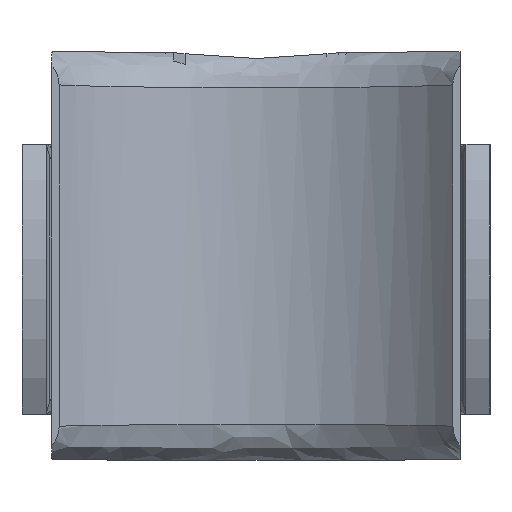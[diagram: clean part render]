
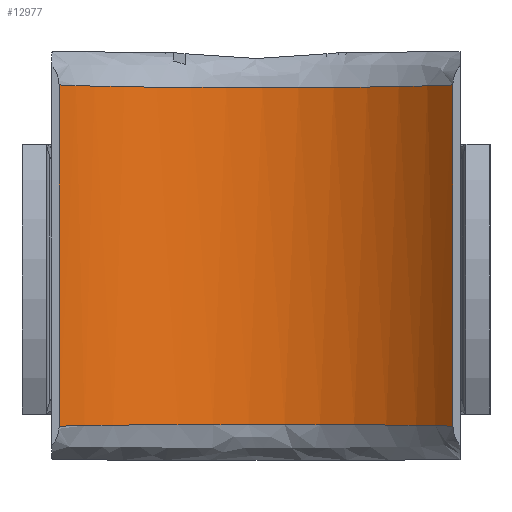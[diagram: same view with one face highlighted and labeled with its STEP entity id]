
A CAD part, front view. The second image highlights one B-rep face of the part: STEP entity #12977.
In plain terms, the highlighted cylindrical face has radius 21.7 mm (diameter 43.4 mm), a partial arc.
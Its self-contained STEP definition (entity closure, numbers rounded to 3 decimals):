
#15 = CARTESIAN_POINT ( 'NONE',  ( 10.403, -2.64, -14.088 ) ) ;
#86 = CARTESIAN_POINT ( 'NONE',  ( -11.75, -3.39, -14.103 ) ) ;
#162 = CARTESIAN_POINT ( 'NONE',  ( -13.617, -4.787, -14.138 ) ) ;
#184 = ORIENTED_EDGE ( 'NONE', *, *, #12135, .T. ) ;
#665 = EDGE_CURVE ( 'NONE', #12789, #10528, #12666, .T. ) ;
#820 = LINE ( 'NONE', #962, #12232 ) ;
#881 = LINE ( 'NONE', #14431, #12980 ) ;
#920 = CARTESIAN_POINT ( 'NONE',  ( -5.365, -0.66, 14.052 ) ) ;
#962 = CARTESIAN_POINT ( 'NONE',  ( -16.409, -7.5, 17. ) ) ;
#988 = CYLINDRICAL_SURFACE ( 'NONE', #13098, 21.7 ) ;
#1066 = CARTESIAN_POINT ( 'NONE',  ( -1.571, -0.001, 14.042 ) ) ;
#1152 = CARTESIAN_POINT ( 'NONE',  ( -7.588, -1.366, -14.064 ) ) ;
#1227 = CARTESIAN_POINT ( 'NONE',  ( -1.571, -0.001, -14.042 ) ) ;
#1296 = CARTESIAN_POINT ( 'NONE',  ( 7.601, -1.36, -14.063 ) ) ;
#1445 = CARTESIAN_POINT ( 'NONE',  ( 12.39, -3.868, -14.115 ) ) ;
#1922 = CARTESIAN_POINT ( 'NONE',  ( -16.409, -7.5, -14.218 ) ) ;
#2206 = CARTESIAN_POINT ( 'NONE',  ( 15.387, -6.319, 14.179 ) ) ;
#2350 = FACE_OUTER_BOUND ( 'NONE', #5981, .T. ) ;
#2364 = CARTESIAN_POINT ( 'NONE',  ( 8.318, -1.643, -14.068 ) ) ;
#2386 = CARTESIAN_POINT ( 'NONE',  ( -16.409, -7.5, 14.218 ) ) ;
#2431 = CARTESIAN_POINT ( 'NONE',  ( -15.898, -6.909, -14.198 ) ) ;
#3108 = CARTESIAN_POINT ( 'NONE',  ( -7.22, -1.233, 14.061 ) ) ;
#3176 = CARTESIAN_POINT ( 'NONE',  ( -14.219, -5.289, 14.151 ) ) ;
#3489 = CARTESIAN_POINT ( 'NONE',  ( -8.667, -1.802, -14.071 ) ) ;
#4162 = CARTESIAN_POINT ( 'NONE',  ( 6.5, -0.993, 14.057 ) ) ;
#4309 = CARTESIAN_POINT ( 'NONE',  ( 8.318, -1.643, 14.068 ) ) ;
#4324 = EDGE_CURVE ( 'NONE', #10906, #5845, #13445, .T. ) ;
#4382 = CARTESIAN_POINT ( 'NONE',  ( -15.357, -6.349, 14.181 ) ) ;
#4409 = CARTESIAN_POINT ( 'NONE',  ( 16.409, -7.5, 14.218 ) ) ;
#4476 = ORIENTED_EDGE ( 'NONE', *, *, #665, .T. ) ;
#4761 = CARTESIAN_POINT ( 'NONE',  ( 15.387, -6.319, -14.179 ) ) ;
#4913 = CARTESIAN_POINT ( 'NONE',  ( 6.129, -0.88, -14.055 ) ) ;
#5451 = CARTESIAN_POINT ( 'NONE',  ( 7.601, -1.36, 14.063 ) ) ;
#5517 = CARTESIAN_POINT ( 'NONE',  ( -16.409, -7.5, 14.218 ) ) ;
#5754 = CARTESIAN_POINT ( 'NONE',  ( 11.738, -3.432, -14.105 ) ) ;
#5806 = DIRECTION ( 'NONE',  ( 0., 0., -1. ) ) ;
#5824 = CARTESIAN_POINT ( 'NONE',  ( 16.409, -7.5, -14.218 ) ) ;
#5845 = VERTEX_POINT ( 'NONE', #7134 ) ;
#5973 = CARTESIAN_POINT ( 'NONE',  ( -10.424, -2.605, -14.087 ) ) ;
#5981 = EDGE_LOOP ( 'NONE', ( #184, #10582, #8418, #4476 ) ) ;
#6492 = CARTESIAN_POINT ( 'NONE',  ( 11.738, -3.432, 14.105 ) ) ;
#6704 = CARTESIAN_POINT ( 'NONE',  ( 4.999, -0.58, 14.051 ) ) ;
#6777 = CARTESIAN_POINT ( 'NONE',  ( 12.39, -3.868, 14.115 ) ) ;
#6946 = CARTESIAN_POINT ( 'NONE',  ( 9.719, -2.283, -14.081 ) ) ;
#7017 = CARTESIAN_POINT ( 'NONE',  ( -15.357, -6.349, -14.181 ) ) ;
#7093 = CARTESIAN_POINT ( 'NONE',  ( -7.22, -1.233, -14.061 ) ) ;
#7134 = CARTESIAN_POINT ( 'NONE',  ( 16.409, -7.5, -14.218 ) ) ;
#7535 = EDGE_CURVE ( 'NONE', #12789, #5845, #881, .T. ) ;
#7697 = CARTESIAN_POINT ( 'NONE',  ( -10.424, -2.605, 14.087 ) ) ;
#7766 = CARTESIAN_POINT ( 'NONE',  ( -11.75, -3.39, 14.103 ) ) ;
#8076 = CARTESIAN_POINT ( 'NONE',  ( 5.379, -0.674, -14.052 ) ) ;
#8297 = CARTESIAN_POINT ( 'NONE',  ( -8.311, -1.651, -14.069 ) ) ;
#8418 = ORIENTED_EDGE ( 'NONE', *, *, #7535, .F. ) ;
#8759 = CARTESIAN_POINT ( 'NONE',  ( -7.588, -1.366, 14.064 ) ) ;
#8832 = CARTESIAN_POINT ( 'NONE',  ( 16.409, -7.5, 14.218 ) ) ;
#8858 = DIRECTION ( 'NONE',  ( 0., 0., -1. ) ) ;
#8900 = CARTESIAN_POINT ( 'NONE',  ( 3.096, -0.166, 14.044 ) ) ;
#9120 = CARTESIAN_POINT ( 'NONE',  ( 0., -21.7, 17. ) ) ;
#9193 = DIRECTION ( 'NONE',  ( -1., 0., 0. ) ) ;
#9426 = CARTESIAN_POINT ( 'NONE',  ( -16.409, -7.5, -14.218 ) ) ;
#10031 = CARTESIAN_POINT ( 'NONE',  ( 10.403, -2.64, 14.088 ) ) ;
#10106 = CARTESIAN_POINT ( 'NONE',  ( -8.667, -1.802, 14.071 ) ) ;
#10252 = CARTESIAN_POINT ( 'NONE',  ( 5.379, -0.674, 14.052 ) ) ;
#10343 = CARTESIAN_POINT ( 'NONE',  ( 14.253, -5.264, -14.15 ) ) ;
#10528 = VERTEX_POINT ( 'NONE', #2386 ) ;
#10557 = CARTESIAN_POINT ( 'NONE',  ( 6.5, -0.993, -14.057 ) ) ;
#10582 = ORIENTED_EDGE ( 'NONE', *, *, #4324, .T. ) ;
#10633 = CARTESIAN_POINT ( 'NONE',  ( -14.219, -5.289, -14.151 ) ) ;
#10906 = VERTEX_POINT ( 'NONE', #1922 ) ;
#11242 = CARTESIAN_POINT ( 'NONE',  ( 14.253, -5.264, 14.15 ) ) ;
#11317 = CARTESIAN_POINT ( 'NONE',  ( -6.111, -0.864, 14.055 ) ) ;
#11391 = CARTESIAN_POINT ( 'NONE',  ( 1.554, 0.001, 14.042 ) ) ;
#11553 = CARTESIAN_POINT ( 'NONE',  ( -6.111, -0.864, -14.055 ) ) ;
#11624 = CARTESIAN_POINT ( 'NONE',  ( -3.105, -0.168, -14.044 ) ) ;
#11767 = CARTESIAN_POINT ( 'NONE',  ( -5.365, -0.66, -14.052 ) ) ;
#12135 = EDGE_CURVE ( 'NONE', #10528, #10906, #820, .T. ) ;
#12232 = VECTOR ( 'NONE', #13604, 1000. ) ;
#12290 = CARTESIAN_POINT ( 'NONE',  ( -13.617, -4.787, 14.138 ) ) ;
#12439 = CARTESIAN_POINT ( 'NONE',  ( 9.719, -2.283, 14.081 ) ) ;
#12666 = B_SPLINE_CURVE_WITH_KNOTS ( 'NONE', 3,
 ( #8832, #2206, #11242, #6777, #6492, #10031, #12439, #4309, #5451, #4162, #14686, #10252, #6704, #8900, #11391, #1066, #13412, #920, #11317, #3108, #8759, #13489, #10106, #7697, #7766, #12290, #3176, #4382, #13342, #5517 ),
 .UNSPECIFIED., .F., .F.,
 ( 4, 2, 2, 2, 2, 2, 2, 2, 2, 2, 2, 2, 2, 2, 4 ),
 ( 0., 0.005, 0.007, 0.009, 0.012, 0.013, 0.014, 0.019, 0.023, 0.026, 0.027, 0.028, 0.033, 0.035, 0.037 ),
 .UNSPECIFIED. ) ;
#12672 = CARTESIAN_POINT ( 'NONE',  ( 4.999, -0.58, -14.051 ) ) ;
#12789 = VERTEX_POINT ( 'NONE', #4409 ) ;
#12819 = CARTESIAN_POINT ( 'NONE',  ( 1.554, 0.001, -14.042 ) ) ;
#12977 = ADVANCED_FACE ( 'NONE', ( #2350 ), #988, .F. ) ;
#12980 = VECTOR ( 'NONE', #8858, 1000. ) ;
#13098 = AXIS2_PLACEMENT_3D ( 'NONE', #9120, #5806, #9193 ) ;
#13342 = CARTESIAN_POINT ( 'NONE',  ( -15.898, -6.909, 14.198 ) ) ;
#13412 = CARTESIAN_POINT ( 'NONE',  ( -3.105, -0.168, 14.044 ) ) ;
#13445 = B_SPLINE_CURVE_WITH_KNOTS ( 'NONE', 3,
 ( #9426, #2431, #7017, #10633, #162, #86, #5973, #3489, #8297, #1152, #7093, #11553, #11767, #11624, #1227, #12819, #14092, #12672, #8076, #4913, #10557, #1296, #2364, #6946, #15, #5754, #1445, #10343, #4761, #5824 ),
 .UNSPECIFIED., .F., .F.,
 ( 4, 2, 2, 2, 2, 2, 2, 2, 2, 2, 2, 2, 2, 2, 4 ),
 ( 0., 0.002, 0.005, 0.009, 0.011, 0.012, 0.014, 0.019, 0.023, 0.025, 0.026, 0.028, 0.03, 0.033, 0.037 ),
 .UNSPECIFIED. ) ;
#13489 = CARTESIAN_POINT ( 'NONE',  ( -8.311, -1.651, 14.069 ) ) ;
#13604 = DIRECTION ( 'NONE',  ( 0., 0., -1. ) ) ;
#14092 = CARTESIAN_POINT ( 'NONE',  ( 3.096, -0.166, -14.044 ) ) ;
#14431 = CARTESIAN_POINT ( 'NONE',  ( 16.409, -7.5, 17. ) ) ;
#14686 = CARTESIAN_POINT ( 'NONE',  ( 6.129, -0.88, 14.055 ) ) ;
